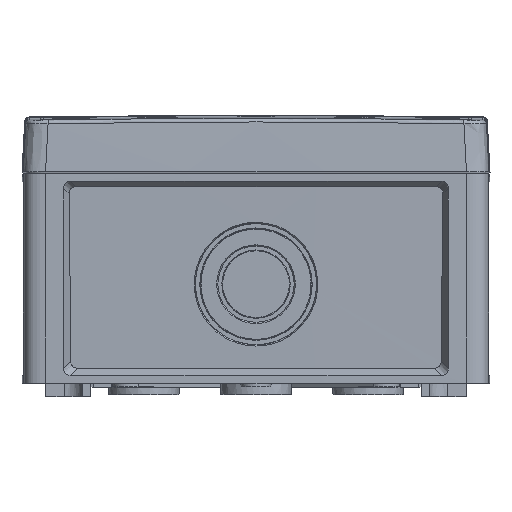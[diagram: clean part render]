
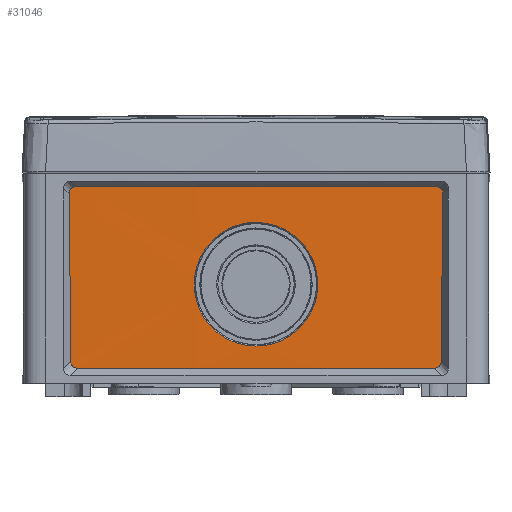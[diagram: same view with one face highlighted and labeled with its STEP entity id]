
A CAD part, top view. The second image highlights one B-rep face of the part: STEP entity #31046.
In plain terms, the highlighted conical face has half-angle 1 degrees and reference radius 5459.2 mm.
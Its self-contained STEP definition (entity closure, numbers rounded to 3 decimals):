
#7142=B_SPLINE_CURVE_WITH_KNOTS('',3,(#63454,#63455,#63456,#63457),
 .UNSPECIFIED.,.F.,.F.,(4,4),(0.,1.),.UNSPECIFIED.);
#7145=B_SPLINE_CURVE_WITH_KNOTS('',3,(#63510,#63511,#63512,#63513,#63514),
 .UNSPECIFIED.,.F.,.F.,(4,1,4),(0.,0.001,
0.003),.UNSPECIFIED.);
#7146=B_SPLINE_CURVE_WITH_KNOTS('',3,(#63516,#63517,#63518,#63519,#63520),
 .UNSPECIFIED.,.F.,.F.,(4,1,4),(0.,0.001,0.003),
 .UNSPECIFIED.);
#7147=B_SPLINE_CURVE_WITH_KNOTS('',3,(#63524,#63525,#63526,#63527,#63528),
 .UNSPECIFIED.,.F.,.F.,(4,1,4),(0.,0.001,
0.003),.UNSPECIFIED.);
#7148=B_SPLINE_CURVE_WITH_KNOTS('',3,(#63530,#63531,#63532,#63533),
 .UNSPECIFIED.,.F.,.F.,(4,4),(0.,1.),.UNSPECIFIED.);
#7149=B_SPLINE_CURVE_WITH_KNOTS('',3,(#63535,#63536,#63537,#63538,#63539),
 .UNSPECIFIED.,.F.,.F.,(4,1,4),(0.,0.001,
0.003),.UNSPECIFIED.);
#7150=B_SPLINE_CURVE_WITH_KNOTS('',3,(#63542,#63543,#63544,#63545,#63546,
#63547,#63548,#63549,#63550,#63551,#63552,#63553,#63554,#63555,#63556,#63557,
#63558,#63559,#63560,#63561,#63562,#63563,#63564,#63565,#63566,#63567),
 .UNSPECIFIED.,.F.,.F.,(4,1,1,1,1,1,1,1,1,1,1,1,1,1,1,1,1,1,1,1,1,1,1,4),
(0.,0.043,0.087,0.13,0.174,0.217,
0.261,0.304,0.348,0.391,0.435,
0.478,0.522,0.565,0.609,0.652,
0.696,0.739,0.783,0.826,0.87,
0.913,0.957,1.),.UNSPECIFIED.);
#7151=B_SPLINE_CURVE_WITH_KNOTS('',3,(#63570,#63571,#63572,#63573,#63574,
#63575,#63576,#63577,#63578,#63579,#63580,#63581,#63582,#63583,#63584,#63585,
#63586,#63587,#63588,#63589,#63590,#63591,#63592,#63593,#63594,#63595),
 .UNSPECIFIED.,.F.,.F.,(4,1,1,1,1,1,1,1,1,1,1,1,1,1,1,1,1,1,1,1,1,1,1,4),
(0.,0.043,0.087,0.13,0.174,0.217,
0.261,0.304,0.348,0.391,0.435,
0.478,0.522,0.565,0.609,0.652,
0.696,0.739,0.783,0.826,0.87,
0.913,0.957,1.),.UNSPECIFIED.);
#15495=ORIENTED_EDGE('',*,*,#20418,.F.);
#15496=ORIENTED_EDGE('',*,*,#20422,.T.);
#15497=ORIENTED_EDGE('',*,*,#20423,.T.);
#15498=ORIENTED_EDGE('',*,*,#20424,.T.);
#15499=ORIENTED_EDGE('',*,*,#20425,.T.);
#15500=ORIENTED_EDGE('',*,*,#20426,.T.);
#15501=ORIENTED_EDGE('',*,*,#20427,.T.);
#15502=ORIENTED_EDGE('',*,*,#20421,.T.);
#15503=ORIENTED_EDGE('',*,*,#20428,.T.);
#15504=ORIENTED_EDGE('',*,*,#20429,.T.);
#20418=EDGE_CURVE('',#23533,#23534,#7142,.T.);
#20421=EDGE_CURVE('',#23535,#23534,#7145,.T.);
#20422=EDGE_CURVE('',#23533,#23536,#7146,.T.);
#20423=EDGE_CURVE('',#23536,#23537,#24950,.T.);
#20424=EDGE_CURVE('',#23537,#23538,#7147,.T.);
#20425=EDGE_CURVE('',#23538,#23539,#7148,.T.);
#20426=EDGE_CURVE('',#23539,#23540,#7149,.T.);
#20427=EDGE_CURVE('',#23540,#23535,#24951,.T.);
#20428=EDGE_CURVE('',#23541,#23542,#7150,.T.);
#20429=EDGE_CURVE('',#23542,#23541,#7151,.T.);
#23533=VERTEX_POINT('',#63453);
#23534=VERTEX_POINT('',#63458);
#23535=VERTEX_POINT('',#63509);
#23536=VERTEX_POINT('',#63521);
#23537=VERTEX_POINT('',#63523);
#23538=VERTEX_POINT('',#63529);
#23539=VERTEX_POINT('',#63534);
#23540=VERTEX_POINT('',#63540);
#23541=VERTEX_POINT('',#63568);
#23542=VERTEX_POINT('',#63569);
#24950=CIRCLE('',#34076,5458.779);
#24951=CIRCLE('',#34077,5459.625);
#26831=EDGE_LOOP('',(#15495,#15496,#15497,#15498,#15499,#15500,#15501,#15502));
#26832=EDGE_LOOP('',(#15503,#15504));
#28853=FACE_BOUND('',#26831,.T.);
#28854=FACE_BOUND('',#26832,.T.);
#29428=CONICAL_SURFACE('',#34075,5459.202,0.017);
#31046=ADVANCED_FACE('',(#28853,#28854),#29428,.T.);
#34075=AXIS2_PLACEMENT_3D('',#63515,#42116,#42117);
#34076=AXIS2_PLACEMENT_3D('',#63522,#42118,#42119);
#34077=AXIS2_PLACEMENT_3D('',#63541,#42120,#42121);
#42116=DIRECTION('',(0.,1.,0.));
#42117=DIRECTION('',(1.,0.,0.));
#42118=DIRECTION('',(0.,1.,0.));
#42119=DIRECTION('',(-0.009,0.,1.));
#42120=DIRECTION('',(0.,-1.,0.));
#42121=DIRECTION('',(0.009,0.,1.));
#63453=CARTESIAN_POINT('',(-49.531,5.712,58.959));
#63454=CARTESIAN_POINT('',(-49.531,5.712,58.959));
#63455=CARTESIAN_POINT('',(-49.681,20.722,59.219));
#63456=CARTESIAN_POINT('',(-49.832,35.732,59.48));
#63457=CARTESIAN_POINT('',(-49.982,50.741,59.741));
#63458=CARTESIAN_POINT('',(-49.982,50.741,59.741));
#63509=CARTESIAN_POINT('',(-48.268,52.5,59.787));
#63510=CARTESIAN_POINT('',(-48.268,52.5,59.787));
#63511=CARTESIAN_POINT('',(-48.731,52.5,59.783));
#63512=CARTESIAN_POINT('',(-49.671,52.157,59.768));
#63513=CARTESIAN_POINT('',(-49.987,51.205,59.749));
#63514=CARTESIAN_POINT('',(-49.982,50.741,59.741));
#63515=CARTESIAN_POINT('',(0.,28.244,-5399.625));
#63516=CARTESIAN_POINT('',(-49.531,5.712,58.959));
#63517=CARTESIAN_POINT('',(-49.526,5.251,58.951));
#63518=CARTESIAN_POINT('',(-49.183,4.32,58.937));
#63519=CARTESIAN_POINT('',(-48.244,3.989,58.94));
#63520=CARTESIAN_POINT('',(-47.782,3.989,58.944));
#63521=CARTESIAN_POINT('',(-47.782,3.989,58.944));
#63522=CARTESIAN_POINT('',(0.,3.989,-5399.625));
#63523=CARTESIAN_POINT('',(47.782,3.989,58.944));
#63524=CARTESIAN_POINT('',(47.782,3.989,58.944));
#63525=CARTESIAN_POINT('',(48.243,3.989,58.94));
#63526=CARTESIAN_POINT('',(49.179,4.316,58.937));
#63527=CARTESIAN_POINT('',(49.526,5.251,58.951));
#63528=CARTESIAN_POINT('',(49.531,5.712,58.959));
#63529=CARTESIAN_POINT('',(49.531,5.712,58.959));
#63530=CARTESIAN_POINT('',(49.531,5.712,58.959));
#63531=CARTESIAN_POINT('',(49.681,20.722,59.219));
#63532=CARTESIAN_POINT('',(49.832,35.732,59.48));
#63533=CARTESIAN_POINT('',(49.982,50.741,59.741));
#63534=CARTESIAN_POINT('',(49.982,50.741,59.741));
#63535=CARTESIAN_POINT('',(49.982,50.741,59.741));
#63536=CARTESIAN_POINT('',(49.987,51.204,59.749));
#63537=CARTESIAN_POINT('',(49.675,52.152,59.768));
#63538=CARTESIAN_POINT('',(48.732,52.5,59.783));
#63539=CARTESIAN_POINT('',(48.268,52.5,59.787));
#63540=CARTESIAN_POINT('',(48.268,52.5,59.787));
#63541=CARTESIAN_POINT('',(0.,52.5,-5399.625));
#63542=CARTESIAN_POINT('',(0.,42.986,59.834));
#63543=CARTESIAN_POINT('',(0.749,42.987,59.834));
#63544=CARTESIAN_POINT('',(2.254,42.884,59.832));
#63545=CARTESIAN_POINT('',(4.477,42.423,59.822));
#63546=CARTESIAN_POINT('',(6.61,41.665,59.807));
#63547=CARTESIAN_POINT('',(8.623,40.622,59.786));
#63548=CARTESIAN_POINT('',(10.474,39.315,59.76));
#63549=CARTESIAN_POINT('',(12.13,37.769,59.729));
#63550=CARTESIAN_POINT('',(13.559,36.011,59.695));
#63551=CARTESIAN_POINT('',(14.736,34.075,59.659));
#63552=CARTESIAN_POINT('',(15.638,31.997,59.62));
#63553=CARTESIAN_POINT('',(16.248,29.815,59.58));
#63554=CARTESIAN_POINT('',(16.555,27.57,59.54));
#63555=CARTESIAN_POINT('',(16.554,25.305,59.5));
#63556=CARTESIAN_POINT('',(16.244,23.06,59.462));
#63557=CARTESIAN_POINT('',(15.631,20.879,59.426));
#63558=CARTESIAN_POINT('',(14.726,18.802,59.392));
#63559=CARTESIAN_POINT('',(13.547,16.867,59.361));
#63560=CARTESIAN_POINT('',(12.115,15.111,59.334));
#63561=CARTESIAN_POINT('',(10.458,13.567,59.31));
#63562=CARTESIAN_POINT('',(8.604,12.262,59.291));
#63563=CARTESIAN_POINT('',(6.593,11.223,59.276));
#63564=CARTESIAN_POINT('',(4.452,10.465,59.265));
#63565=CARTESIAN_POINT('',(2.233,10.009,59.258));
#63566=CARTESIAN_POINT('',(0.74,9.908,59.257));
#63567=CARTESIAN_POINT('',(0.,9.909,59.257));
#63568=CARTESIAN_POINT('',(0.,42.986,59.834));
#63569=CARTESIAN_POINT('',(0.,9.909,59.257));
#63570=CARTESIAN_POINT('',(0.,9.909,59.257));
#63571=CARTESIAN_POINT('',(-0.749,9.908,59.257));
#63572=CARTESIAN_POINT('',(-2.254,10.011,59.258));
#63573=CARTESIAN_POINT('',(-4.476,10.472,59.265));
#63574=CARTESIAN_POINT('',(-6.61,11.23,59.276));
#63575=CARTESIAN_POINT('',(-8.622,12.273,59.291));
#63576=CARTESIAN_POINT('',(-10.473,13.579,59.311));
#63577=CARTESIAN_POINT('',(-12.129,15.126,59.334));
#63578=CARTESIAN_POINT('',(-13.559,16.884,59.362));
#63579=CARTESIAN_POINT('',(-14.736,18.82,59.392));
#63580=CARTESIAN_POINT('',(-15.638,20.898,59.426));
#63581=CARTESIAN_POINT('',(-16.248,23.08,59.462));
#63582=CARTESIAN_POINT('',(-16.555,25.325,59.501));
#63583=CARTESIAN_POINT('',(-16.554,27.59,59.54));
#63584=CARTESIAN_POINT('',(-16.244,29.834,59.58));
#63585=CARTESIAN_POINT('',(-15.631,32.016,59.62));
#63586=CARTESIAN_POINT('',(-14.727,34.093,59.659));
#63587=CARTESIAN_POINT('',(-13.547,36.027,59.696));
#63588=CARTESIAN_POINT('',(-12.116,37.784,59.73));
#63589=CARTESIAN_POINT('',(-10.458,39.328,59.76));
#63590=CARTESIAN_POINT('',(-8.605,40.633,59.786));
#63591=CARTESIAN_POINT('',(-6.594,41.672,59.807));
#63592=CARTESIAN_POINT('',(-4.452,42.43,59.823));
#63593=CARTESIAN_POINT('',(-2.233,42.886,59.832));
#63594=CARTESIAN_POINT('',(-0.74,42.987,59.834));
#63595=CARTESIAN_POINT('',(0.,42.986,59.834));
